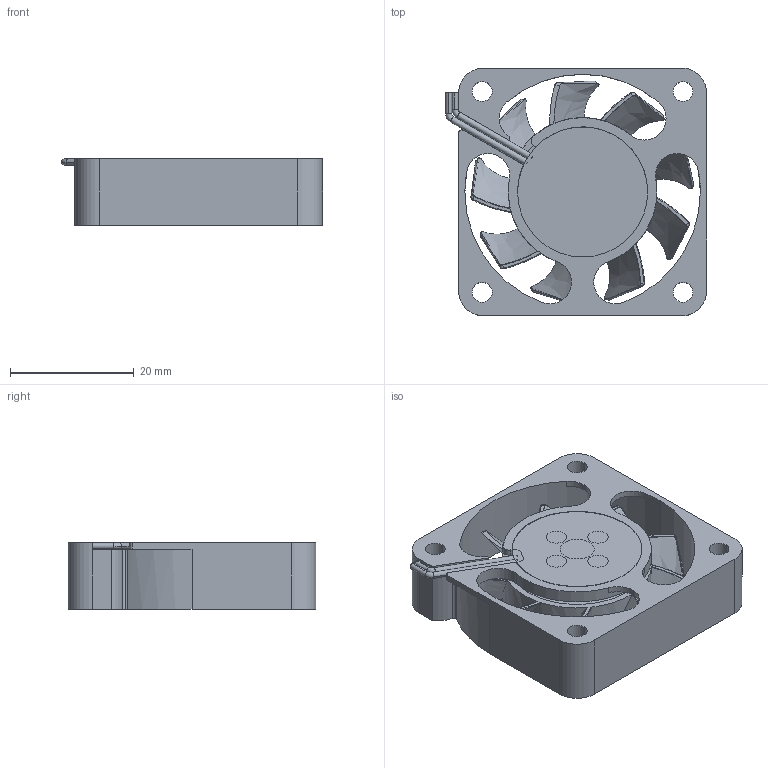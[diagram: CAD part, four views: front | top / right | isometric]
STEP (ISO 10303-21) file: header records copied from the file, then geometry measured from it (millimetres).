
FILE_DESCRIPTION (( 'STEP AP214' ), '1' );
FILE_NAME ('Fan.STEP', '2021-08-30T13:56:35', ( '' ), ( '' ), 'SwSTEP 2.0', 'SolidWorks 2021', '' );
FILE_SCHEMA (( 'AUTOMOTIVE_DESIGN' ));
Length unit declared in the file: millimetre
Products named in the file (1): Fan
Bounding box: 42.13 x 40 x 10.7 mm (x, y, z)
Volume: 5422.5 mm3; surface area: 10253.1 mm2
Topology: 5 solids, 5 shells, 367 faces, 912 edges, 562 vertices
Faces by surface type: bspline 125, cylinder 124, plane 99, torus 19
Entity records: 14800 total; most frequent: CARTESIAN_POINT 6671, ORIENTED_EDGE 1824, DIRECTION 1510, EDGE_CURVE 912, AXIS2_PLACEMENT_3D 627, VERTEX_POINT 562, EDGE_LOOP 400, CIRCLE 384
